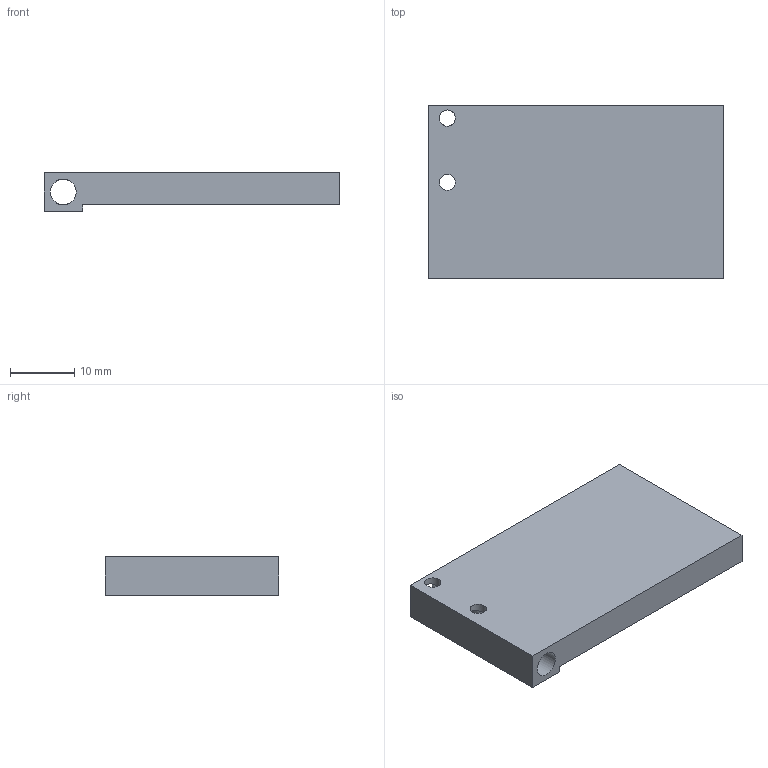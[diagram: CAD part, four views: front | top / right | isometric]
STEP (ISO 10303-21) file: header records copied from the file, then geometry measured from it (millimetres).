
FILE_DESCRIPTION(/* description */ (''),/* implementation_level */ '2;1');
FILE_NAME(/* name */ 'Fahne.step',/* time_stamp */ '2022-05-05T16:51:11+02:00',/* author */ (''),/* organization */ (''),/* preprocessor_version */ 'ST-DEVELOPER v18.1',/* originating_system */ 'Autodesk Translation Framework v10.14.0.1471',/* authorisation */ '');
FILE_SCHEMA (('AUTOMOTIVE_DESIGN { 1 0 10303 214 3 1 1 }'));
Length unit declared in the file: millimetre
Products named in the file (1): Fahne (1)
Bounding box: 46.04 x 27 x 6 mm (x, y, z)
Volume: 6016.1 mm3; surface area: 3594.2 mm2
Topology: 1 solids, 1 shells, 13 faces, 33 edges, 22 vertices
Faces by surface type: plane 8, cylinder 5
Full cylindrical faces by diameter (mm): 2.529 x4, 4 x1
Entity records: 570 total; most frequent: CARTESIAN_POINT 201, ORIENTED_EDGE 66, DIRECTION 63, EDGE_CURVE 33, EDGE_LOOP 23, LINE 23, VECTOR 23, VERTEX_POINT 22
